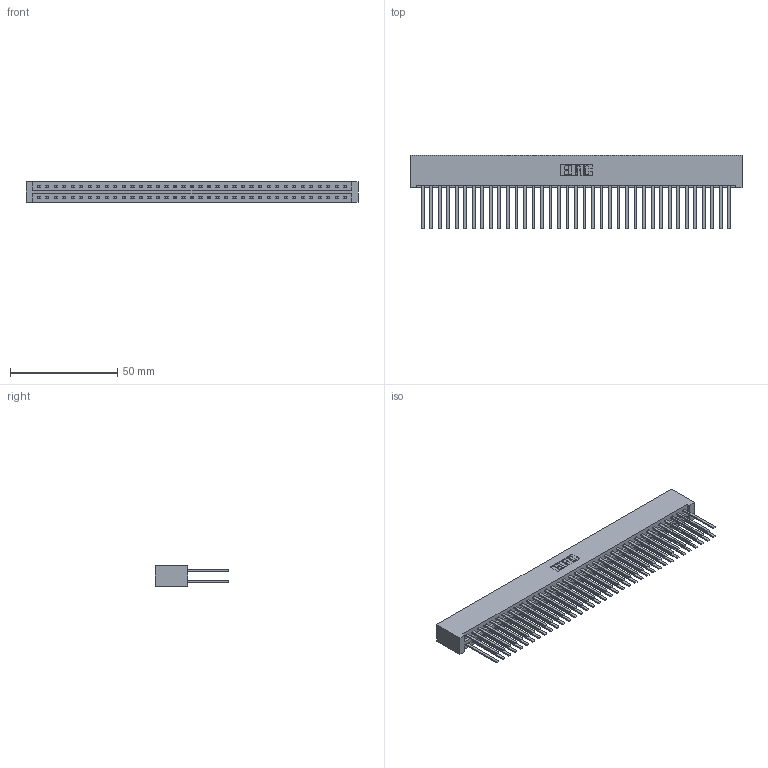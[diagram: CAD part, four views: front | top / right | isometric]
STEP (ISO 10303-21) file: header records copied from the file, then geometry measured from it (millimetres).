
FILE_DESCRIPTION (( 'STEP AP203' ), '1' );
FILE_NAME ('387-074-544-201.STEP', '2018-09-22T20:06:07', ( '' ), ( '' ), 'SwSTEP 2.0', 'SolidWorks 2016', '' );
FILE_SCHEMA (( 'CONFIG_CONTROL_DESIGN' ));
Length unit declared in the file: inch
Products named in the file (3): 337 Part_No Mounting Lugs; 345-292-001_345-293-144; 387-074-544-201
Assembly tree (75 placements, depth 2):
  387-074-544-201
    337 Part_No Mounting Lugs
    345-292-001_345-293-144  x74
Bounding box: 154.48 x 34.3 x 9.4 mm (x, y, z)
Volume: 18012.1 mm3; surface area: 23759 mm2
Topology: 75 solids, 75 shells, 3658 faces, 10869 edges, 7146 vertices
Faces by surface type: plane 2582, cylinder 1076
Entity records: 28873 total; most frequent: CARTESIAN_POINT 4866, ORIENTED_EDGE 4802, DIRECTION 4137, EDGE_CURVE 2401, VECTOR 2285, LINE 2285, VERTEX_POINT 1598, AXIS2_PLACEMENT_3D 926
